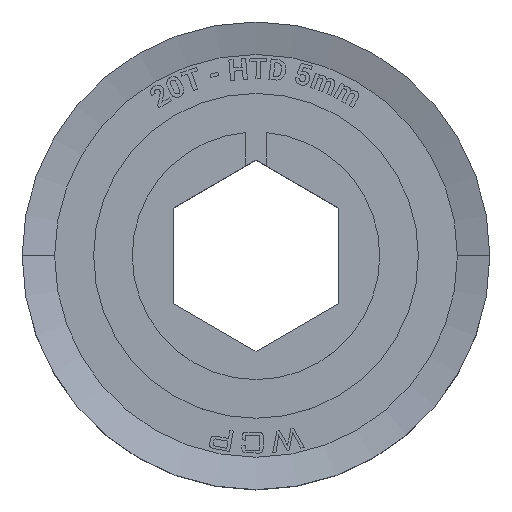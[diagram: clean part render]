
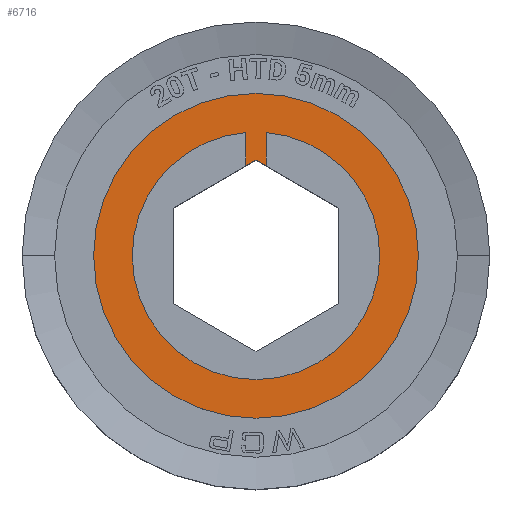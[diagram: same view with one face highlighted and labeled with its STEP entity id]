
A CAD part, top view. The second image highlights one B-rep face of the part: STEP entity #6716.
In plain terms, the highlighted planar face has unit normal (0, 0, 1).
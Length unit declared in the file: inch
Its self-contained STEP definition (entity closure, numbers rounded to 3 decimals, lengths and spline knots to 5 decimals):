
#531 = EDGE_CURVE ( 'NONE', #3744, #13402, #10496, .T. ) ;
#598 = EDGE_CURVE ( 'NONE', #8817, #14281, #1116, .T. ) ;
#825 = CARTESIAN_POINT ( 'NONE',  ( -0.03125, 0.3737, 0.27141 ) ) ;
#1116 = CIRCLE ( 'NONE', #12511, 0.375 ) ;
#1401 = CARTESIAN_POINT ( 'NONE',  ( 0.03125, 0.3737, 0.27141 ) ) ;
#1544 = DIRECTION ( 'NONE',  ( 0., 0., 1. ) ) ;
#1778 = ORIENTED_EDGE ( 'NONE', *, *, #10277, .T. ) ;
#2155 = PLANE ( 'NONE',  #2282 ) ;
#2202 = DIRECTION ( 'NONE',  ( 1., 0., 0. ) ) ;
#2282 = AXIS2_PLACEMENT_3D ( 'NONE', #14206, #12953, #6264 ) ;
#2336 = VERTEX_POINT ( 'NONE', #16077 ) ;
#2478 = CARTESIAN_POINT ( 'NONE',  ( -0.03125, 0.15, 0.27141 ) ) ;
#2499 = EDGE_CURVE ( 'NONE', #6923, #2336, #3066, .T. ) ;
#2774 = DIRECTION ( 'NONE',  ( 0., 0., 1. ) ) ;
#2821 = AXIS2_PLACEMENT_3D ( 'NONE', #10710, #13570, #12233 ) ;
#3066 = LINE ( 'NONE', #16966, #15381 ) ;
#3094 = VERTEX_POINT ( 'NONE', #825 ) ;
#3573 = VECTOR ( 'NONE', #16013, 39.37008 ) ;
#3729 = CARTESIAN_POINT ( 'NONE',  ( 0., 0., 0.27141 ) ) ;
#3744 = VERTEX_POINT ( 'NONE', #8420 ) ;
#3806 = LINE ( 'NONE', #12190, #3573 ) ;
#3812 = VERTEX_POINT ( 'NONE', #8855 ) ;
#3912 = DIRECTION ( 'NONE',  ( 0., -1., 0. ) ) ;
#4999 = VECTOR ( 'NONE', #11780, 39.37008 ) ;
#5339 = CARTESIAN_POINT ( 'NONE',  ( -0.03125, 0.27179, 0.27141 ) ) ;
#5558 = ORIENTED_EDGE ( 'NONE', *, *, #17276, .T. ) ;
#5922 = EDGE_CURVE ( 'NONE', #3812, #8817, #13679, .T. ) ;
#5970 = ORIENTED_EDGE ( 'NONE', *, *, #531, .T. ) ;
#6057 = DIRECTION ( 'NONE',  ( 0., 0., 1. ) ) ;
#6236 = DIRECTION ( 'NONE',  ( 0., 0., 1. ) ) ;
#6264 = DIRECTION ( 'NONE',  ( -1., 0., 0. ) ) ;
#6351 = CARTESIAN_POINT ( 'NONE',  ( 0.03125, 0.27179, 0.27141 ) ) ;
#6716 = ADVANCED_FACE ( 'NONE', ( #8764, #7516 ), #2155, .F. ) ;
#6923 = VERTEX_POINT ( 'NONE', #6351 ) ;
#6965 = ORIENTED_EDGE ( 'NONE', *, *, #598, .F. ) ;
#7516 = FACE_OUTER_BOUND ( 'NONE', #8075, .T. ) ;
#8075 = EDGE_LOOP ( 'NONE', ( #5970, #5558 ) ) ;
#8420 = CARTESIAN_POINT ( 'NONE',  ( 0.49213, 0., 0.27141 ) ) ;
#8646 = ORIENTED_EDGE ( 'NONE', *, *, #5922, .F. ) ;
#8764 = FACE_BOUND ( 'NONE', #9884, .T. ) ;
#8817 = VERTEX_POINT ( 'NONE', #15020 ) ;
#8855 = CARTESIAN_POINT ( 'NONE',  ( -0.375, 0., 0.27141 ) ) ;
#8898 = CARTESIAN_POINT ( 'NONE',  ( 0., 0., 0.27141 ) ) ;
#9864 = AXIS2_PLACEMENT_3D ( 'NONE', #12243, #1544, #15183 ) ;
#9884 = EDGE_LOOP ( 'NONE', ( #14983, #1778, #16358, #17588, #10694, #6965, #8646 ) ) ;
#10277 = EDGE_CURVE ( 'NONE', #3094, #10319, #12112, .T. ) ;
#10319 = VERTEX_POINT ( 'NONE', #5339 ) ;
#10496 = CIRCLE ( 'NONE', #2821, 0.49213 ) ;
#10671 = EDGE_CURVE ( 'NONE', #6923, #14281, #13472, .T. ) ;
#10694 = ORIENTED_EDGE ( 'NONE', *, *, #10671, .T. ) ;
#10710 = CARTESIAN_POINT ( 'NONE',  ( 0., 0., 0.27141 ) ) ;
#10996 = CIRCLE ( 'NONE', #17241, 0.375 ) ;
#11268 = DIRECTION ( 'NONE',  ( -0.866, 0.5, 0. ) ) ;
#11669 = DIRECTION ( 'NONE',  ( 1., 0., 0. ) ) ;
#11780 = DIRECTION ( 'NONE',  ( 0., 1., 0. ) ) ;
#12112 = LINE ( 'NONE', #2478, #13157 ) ;
#12143 = DIRECTION ( 'NONE',  ( 1., 0., 0. ) ) ;
#12190 = CARTESIAN_POINT ( 'NONE',  ( 0., 0.28983, 0.27141 ) ) ;
#12219 = CARTESIAN_POINT ( 'NONE',  ( -0.49213, 0., 0.27141 ) ) ;
#12233 = DIRECTION ( 'NONE',  ( 1., 0., 0. ) ) ;
#12243 = CARTESIAN_POINT ( 'NONE',  ( 0., 0., 0.27141 ) ) ;
#12511 = AXIS2_PLACEMENT_3D ( 'NONE', #14816, #2774, #12143 ) ;
#12547 = AXIS2_PLACEMENT_3D ( 'NONE', #3729, #6236, #11669 ) ;
#12953 = DIRECTION ( 'NONE',  ( 0., 0., -1. ) ) ;
#13157 = VECTOR ( 'NONE', #3912, 39.37008 ) ;
#13402 = VERTEX_POINT ( 'NONE', #12219 ) ;
#13472 = LINE ( 'NONE', #14548, #4999 ) ;
#13570 = DIRECTION ( 'NONE',  ( 0., 0., 1. ) ) ;
#13679 = CIRCLE ( 'NONE', #12547, 0.375 ) ;
#14135 = EDGE_CURVE ( 'NONE', #3094, #3812, #10996, .T. ) ;
#14206 = CARTESIAN_POINT ( 'NONE',  ( 0., 0., 0.27141 ) ) ;
#14219 = EDGE_CURVE ( 'NONE', #2336, #10319, #3806, .T. ) ;
#14281 = VERTEX_POINT ( 'NONE', #1401 ) ;
#14548 = CARTESIAN_POINT ( 'NONE',  ( 0.03125, 0.15, 0.27141 ) ) ;
#14816 = CARTESIAN_POINT ( 'NONE',  ( 0., 0., 0.27141 ) ) ;
#14983 = ORIENTED_EDGE ( 'NONE', *, *, #14135, .F. ) ;
#15020 = CARTESIAN_POINT ( 'NONE',  ( 0.375, 0., 0.27141 ) ) ;
#15183 = DIRECTION ( 'NONE',  ( 1., 0., 0. ) ) ;
#15381 = VECTOR ( 'NONE', #11268, 39.37008 ) ;
#16013 = DIRECTION ( 'NONE',  ( -0.866, -0.5, 0. ) ) ;
#16077 = CARTESIAN_POINT ( 'NONE',  ( 0., 0.28983, 0.27141 ) ) ;
#16358 = ORIENTED_EDGE ( 'NONE', *, *, #14219, .F. ) ;
#16966 = CARTESIAN_POINT ( 'NONE',  ( 0.251, 0.14491, 0.27141 ) ) ;
#17241 = AXIS2_PLACEMENT_3D ( 'NONE', #8898, #6057, #2202 ) ;
#17276 = EDGE_CURVE ( 'NONE', #13402, #3744, #17554, .T. ) ;
#17554 = CIRCLE ( 'NONE', #9864, 0.49213 ) ;
#17588 = ORIENTED_EDGE ( 'NONE', *, *, #2499, .F. ) ;
